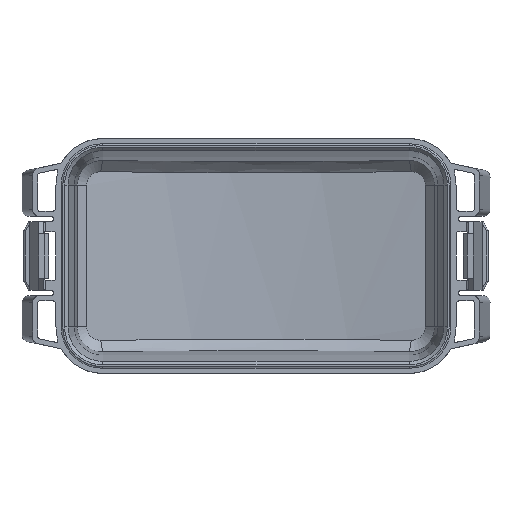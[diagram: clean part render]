
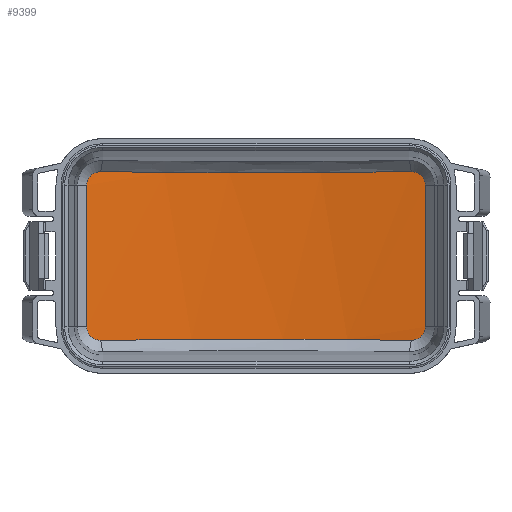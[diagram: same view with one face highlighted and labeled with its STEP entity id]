
A CAD part, front view. The second image highlights one B-rep face of the part: STEP entity #9399.
In plain terms, the highlighted cylindrical face has radius 281.623 mm (diameter 563.246 mm), a partial arc.
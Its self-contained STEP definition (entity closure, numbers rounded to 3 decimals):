
#738=CARTESIAN_POINT('',(45.036,28.376,-24.456));
#739=CARTESIAN_POINT('',(45.267,28.338,-24.459));
#740=CARTESIAN_POINT('',(45.769,28.256,-24.422));
#741=CARTESIAN_POINT('',(46.519,28.132,-24.222));
#742=CARTESIAN_POINT('',(47.248,28.009,-23.858));
#743=CARTESIAN_POINT('',(47.886,27.899,-23.354));
#744=CARTESIAN_POINT('',(48.406,27.809,-22.732));
#745=CARTESIAN_POINT('',(48.788,27.742,-22.019));
#746=CARTESIAN_POINT('',(49.003,27.704,-21.279));
#747=CARTESIAN_POINT('',(49.048,27.696,-20.781));
#748=CARTESIAN_POINT('',(49.048,27.696,-20.55));
#750=CARTESIAN_POINT('',(-45.036,28.376,-24.456));
#751=CARTESIAN_POINT('',(-40.122,29.172,-24.387));
#752=CARTESIAN_POINT('',(-30.18,30.513,-24.271));
#753=CARTESIAN_POINT('',(-15.146,31.729,-24.166));
#754=CARTESIAN_POINT('',(0.004,32.136,-24.13));
#755=CARTESIAN_POINT('',(15.154,31.728,-24.166));
#756=CARTESIAN_POINT('',(30.186,30.512,-24.271));
#757=CARTESIAN_POINT('',(40.124,29.172,-24.387));
#758=CARTESIAN_POINT('',(45.036,28.376,-24.456));
#760=CARTESIAN_POINT('',(-49.048,27.696,-20.55));
#761=CARTESIAN_POINT('',(-49.048,27.696,-20.778));
#762=CARTESIAN_POINT('',(-49.004,27.704,-21.273));
#763=CARTESIAN_POINT('',(-48.791,27.741,-22.01));
#764=CARTESIAN_POINT('',(-48.412,27.808,-22.724));
#765=CARTESIAN_POINT('',(-47.893,27.898,-23.347));
#766=CARTESIAN_POINT('',(-47.256,28.007,-23.852));
#767=CARTESIAN_POINT('',(-46.528,28.13,-24.219));
#768=CARTESIAN_POINT('',(-45.776,28.255,-24.421));
#769=CARTESIAN_POINT('',(-45.27,28.338,-24.459));
#770=CARTESIAN_POINT('',(-45.036,28.376,-24.456));
#772=DIRECTION('',(0.,0.,-1.));
#773=VECTOR('',#772,41.1);
#774=CARTESIAN_POINT('',(-49.048,27.696,20.55));
#775=LINE('',#774,#773);
#776=CARTESIAN_POINT('',(-45.036,28.376,24.456));
#777=CARTESIAN_POINT('',(-45.267,28.338,24.459));
#778=CARTESIAN_POINT('',(-45.769,28.256,24.422));
#779=CARTESIAN_POINT('',(-46.519,28.132,24.222));
#780=CARTESIAN_POINT('',(-47.248,28.009,23.858));
#781=CARTESIAN_POINT('',(-47.886,27.899,23.354));
#782=CARTESIAN_POINT('',(-48.406,27.809,22.732));
#783=CARTESIAN_POINT('',(-48.788,27.742,22.019));
#784=CARTESIAN_POINT('',(-49.003,27.704,21.279));
#785=CARTESIAN_POINT('',(-49.048,27.696,20.781));
#786=CARTESIAN_POINT('',(-49.048,27.696,20.55));
#788=CARTESIAN_POINT('',(45.036,28.376,24.456));
#789=CARTESIAN_POINT('',(40.122,29.172,24.387));
#790=CARTESIAN_POINT('',(30.18,30.513,24.271));
#791=CARTESIAN_POINT('',(15.146,31.729,24.166));
#792=CARTESIAN_POINT('',(-0.004,32.136,24.13));
#793=CARTESIAN_POINT('',(-15.154,31.728,24.166));
#794=CARTESIAN_POINT('',(-30.186,30.512,24.271));
#795=CARTESIAN_POINT('',(-40.124,29.172,24.387));
#796=CARTESIAN_POINT('',(-45.036,28.376,24.456));
#798=CARTESIAN_POINT('',(49.048,27.696,20.55));
#799=CARTESIAN_POINT('',(49.048,27.696,20.778));
#800=CARTESIAN_POINT('',(49.004,27.704,21.273));
#801=CARTESIAN_POINT('',(48.791,27.741,22.01));
#802=CARTESIAN_POINT('',(48.412,27.808,22.724));
#803=CARTESIAN_POINT('',(47.893,27.898,23.347));
#804=CARTESIAN_POINT('',(47.256,28.007,23.852));
#805=CARTESIAN_POINT('',(46.528,28.13,24.219));
#806=CARTESIAN_POINT('',(45.776,28.255,24.421));
#807=CARTESIAN_POINT('',(45.27,28.338,24.459));
#808=CARTESIAN_POINT('',(45.036,28.376,24.456));
#810=DIRECTION('',(0.,0.,1.));
#811=VECTOR('',#810,41.1);
#812=CARTESIAN_POINT('',(49.048,27.696,-20.55));
#813=LINE('',#812,#811);
#7054=VERTEX_POINT('',#738);
#7055=VERTEX_POINT('',#748);
#7058=CARTESIAN_POINT('',(49.048,27.696,20.55));
#7059=VERTEX_POINT('',#7058);
#7061=VERTEX_POINT('',#808);
#7063=VERTEX_POINT('',#796);
#7065=VERTEX_POINT('',#786);
#7068=CARTESIAN_POINT('',(-49.048,27.696,
-20.55));
#7069=VERTEX_POINT('',#7068);
#7071=VERTEX_POINT('',#770);
#9384=CARTESIAN_POINT('',(0.,-249.623,-29.092));
#9385=DIRECTION('',(0.,0.,1.));
#9386=DIRECTION('',(1.,0.,0.));
#9387=AXIS2_PLACEMENT_3D('',#9384,#9385,#9386);
#9388=CYLINDRICAL_SURFACE('',#9387,281.623);
#9389=ORIENTED_EDGE('',*,*,#9312,.F.);
#9390=ORIENTED_EDGE('',*,*,#9366,.F.);
#9391=ORIENTED_EDGE('',*,*,#8983,.F.);
#9392=ORIENTED_EDGE('',*,*,#8999,.F.);
#9393=ORIENTED_EDGE('',*,*,#9080,.F.);
#9394=ORIENTED_EDGE('',*,*,#9135,.F.);
#9395=ORIENTED_EDGE('',*,*,#9216,.F.);
#9396=ORIENTED_EDGE('',*,*,#9231,.F.);
#9397=EDGE_LOOP('',(#9389,#9390,#9391,#9392,#9393,#9394,#9395,#9396));
#9398=FACE_OUTER_BOUND('',#9397,.F.);
#9399=ADVANCED_FACE('',(#9398),#9388,.F.);
#749=B_SPLINE_CURVE_WITH_KNOTS('',3,(#738,#739,#740,#741,#742,#743,#744,#745,
#746,#747,#748),.UNSPECIFIED.,.F.,.F.,(4,1,1,1,1,1,1,1,4),(0.,
0.111,0.24,0.37,0.499,
0.629,0.758,0.888,1.),.UNSPECIFIED.);
#759=B_SPLINE_CURVE_WITH_KNOTS('',3,(#750,#751,#752,#753,#754,#755,#756,#757,
#758),.UNSPECIFIED.,.F.,.F.,(4,1,1,1,1,1,4),(0.,0.165,
0.333,0.5,0.668,0.835,1.),
.UNSPECIFIED.);
#771=B_SPLINE_CURVE_WITH_KNOTS('',3,(#760,#761,#762,#763,#764,#765,#766,#767,
#768,#769,#770),.UNSPECIFIED.,.F.,.F.,(4,1,1,1,1,1,1,1,4),(0.,
0.111,0.24,0.37,0.499,
0.629,0.758,0.888,1.),.UNSPECIFIED.);
#787=B_SPLINE_CURVE_WITH_KNOTS('',3,(#776,#777,#778,#779,#780,#781,#782,#783,
#784,#785,#786),.UNSPECIFIED.,.F.,.F.,(4,1,1,1,1,1,1,1,4),(0.,
0.111,0.24,0.37,0.499,
0.629,0.758,0.888,1.),.UNSPECIFIED.);
#797=B_SPLINE_CURVE_WITH_KNOTS('',3,(#788,#789,#790,#791,#792,#793,#794,#795,
#796),.UNSPECIFIED.,.F.,.F.,(4,1,1,1,1,1,4),(0.,0.165,
0.333,0.5,0.668,0.835,1.),
.UNSPECIFIED.);
#809=B_SPLINE_CURVE_WITH_KNOTS('',3,(#798,#799,#800,#801,#802,#803,#804,#805,
#806,#807,#808),.UNSPECIFIED.,.F.,.F.,(4,1,1,1,1,1,1,1,4),(0.,
0.111,0.24,0.37,0.499,
0.629,0.758,0.888,1.),.UNSPECIFIED.);
#8983=EDGE_CURVE('',#7069,#7071,#771,.T.);
#8999=EDGE_CURVE('',#7065,#7069,#775,.T.);
#9080=EDGE_CURVE('',#7063,#7065,#787,.T.);
#9135=EDGE_CURVE('',#7061,#7063,#797,.T.);
#9216=EDGE_CURVE('',#7059,#7061,#809,.T.);
#9231=EDGE_CURVE('',#7055,#7059,#813,.T.);
#9312=EDGE_CURVE('',#7054,#7055,#749,.T.);
#9366=EDGE_CURVE('',#7071,#7054,#759,.T.);
